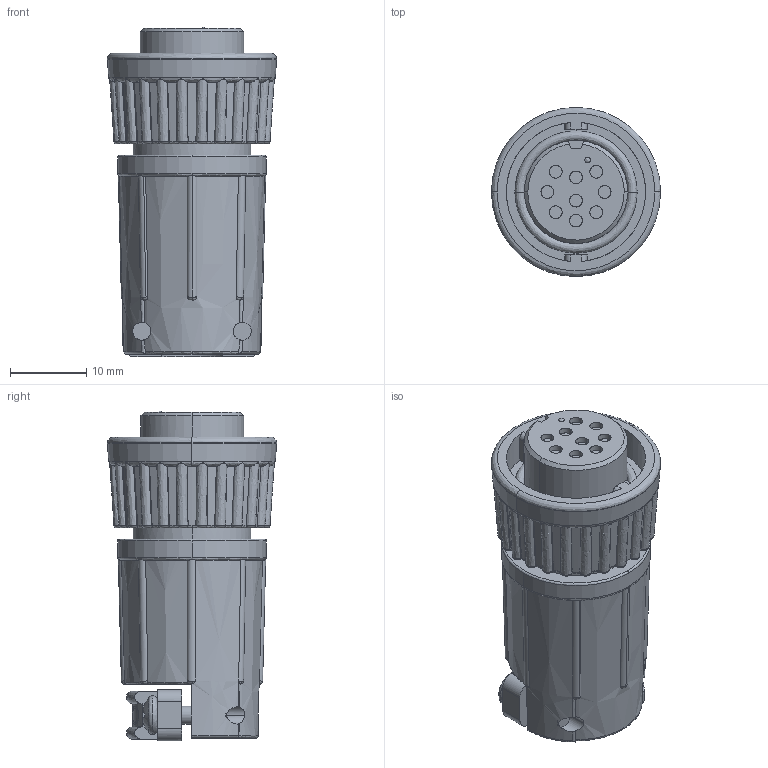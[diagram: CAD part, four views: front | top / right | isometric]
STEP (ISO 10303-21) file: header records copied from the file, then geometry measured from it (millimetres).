
FILE_DESCRIPTION (( 'STEP AP203' ), '1' );
FILE_NAME ('3280-9SG-528.STEP', '2013-02-13T14:23:12', ( 'J0FPBF1' ), ( '' ), 'SwSTEP 2.0', 'SolidWorks 2012', '' );
FILE_SCHEMA (( 'CONFIG_CONTROL_DESIGN' ));
Length unit declared in the file: inch
Products named in the file (1): 3280-9SG-528
Bounding box: 22.23 x 22.23 x 43.3 mm (x, y, z)
Volume: 10406 mm3; surface area: 4708.7 mm2
Topology: 1 solids, 1 shells, 417 faces, 1151 edges, 762 vertices
Faces by surface type: bspline 169, plane 139, cylinder 68, cone 41
Entity records: 21890 total; most frequent: CARTESIAN_POINT 13313, ORIENTED_EDGE 2302, EDGE_CURVE 1151, DIRECTION 1038, VERTEX_POINT 762, B_SPLINE_CURVE_WITH_KNOTS 624, EDGE_LOOP 445, ADVANCED_FACE 417
